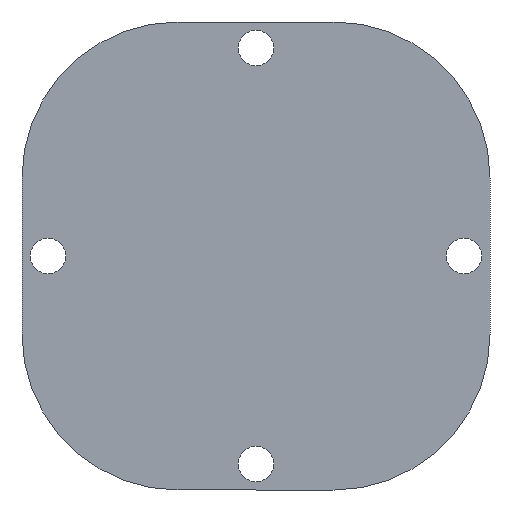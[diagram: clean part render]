
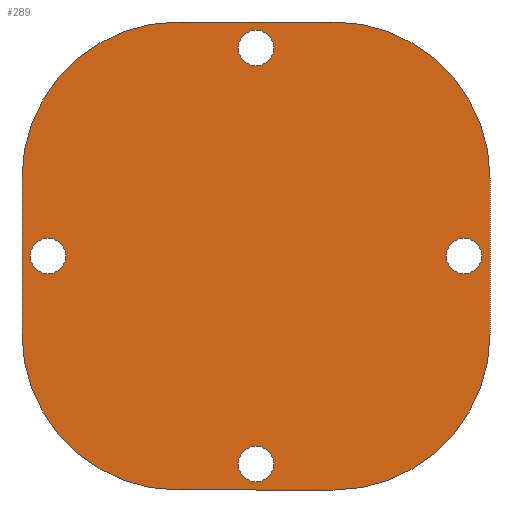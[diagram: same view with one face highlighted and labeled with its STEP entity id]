
A CAD part, front view. The second image highlights one B-rep face of the part: STEP entity #289.
In plain terms, the highlighted planar face has unit normal (0, -1, 0).
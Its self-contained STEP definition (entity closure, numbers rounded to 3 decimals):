
#5 = VERTEX_POINT ( 'NONE', #677 ) ;
#10 = FACE_BOUND ( 'NONE', #702, .T. ) ;
#11 = DIRECTION ( 'NONE',  ( 0., 0., 1. ) ) ;
#15 = AXIS2_PLACEMENT_3D ( 'NONE', #727, #94, #470 ) ;
#25 = CARTESIAN_POINT ( 'NONE',  ( -25.4, 0., -2.159 ) ) ;
#27 = EDGE_CURVE ( 'NONE', #612, #560, #1196, .T. ) ;
#32 = CARTESIAN_POINT ( 'NONE',  ( -9.525, 0., -28.575 ) ) ;
#46 = EDGE_CURVE ( 'NONE', #1370, #1229, #47, .T. ) ;
#47 = LINE ( 'NONE', #796, #1148 ) ;
#54 = CARTESIAN_POINT ( 'NONE',  ( 0., 0., 27.559 ) ) ;
#65 = CIRCLE ( 'NONE', #1249, 2.159 ) ;
#73 = AXIS2_PLACEMENT_3D ( 'NONE', #1301, #807, #656 ) ;
#90 = ORIENTED_EDGE ( 'NONE', *, *, #1011, .T. ) ;
#93 = AXIS2_PLACEMENT_3D ( 'NONE', #1074, #1434, #686 ) ;
#94 = DIRECTION ( 'NONE',  ( 0., 1., 0. ) ) ;
#123 = CARTESIAN_POINT ( 'NONE',  ( 25.4, 0., 0. ) ) ;
#142 = AXIS2_PLACEMENT_3D ( 'NONE', #123, #1136, #1405 ) ;
#167 = DIRECTION ( 'NONE',  ( 0., 0., 1. ) ) ;
#168 = CIRCLE ( 'NONE', #326, 19.05 ) ;
#173 = DIRECTION ( 'NONE',  ( 0., 1., 0. ) ) ;
#192 = CIRCLE ( 'NONE', #1529, 2.159 ) ;
#207 = EDGE_LOOP ( 'NONE', ( #876, #1346 ) ) ;
#219 = VERTEX_POINT ( 'NONE', #1205 ) ;
#230 = EDGE_CURVE ( 'NONE', #5, #927, #235, .T. ) ;
#235 = CIRCLE ( 'NONE', #15, 19.05 ) ;
#260 = DIRECTION ( 'NONE',  ( 0., 0., 1. ) ) ;
#265 = CARTESIAN_POINT ( 'NONE',  ( 9.525, 0., 9.525 ) ) ;
#285 = FACE_BOUND ( 'NONE', #207, .T. ) ;
#289 = ADVANCED_FACE ( 'NONE', ( #1175, #10, #285, #1531, #748 ), #1118, .F. ) ;
#315 = VERTEX_POINT ( 'NONE', #1470 ) ;
#322 = EDGE_CURVE ( 'NONE', #927, #315, #446, .T. ) ;
#326 = AXIS2_PLACEMENT_3D ( 'NONE', #265, #1524, #388 ) ;
#336 = AXIS2_PLACEMENT_3D ( 'NONE', #459, #1582, #978 ) ;
#375 = ORIENTED_EDGE ( 'NONE', *, *, #482, .T. ) ;
#388 = DIRECTION ( 'NONE',  ( 0., 0., 1. ) ) ;
#390 = DIRECTION ( 'NONE',  ( 0., 0., 1. ) ) ;
#408 = CARTESIAN_POINT ( 'NONE',  ( 25.4, 0., 2.159 ) ) ;
#446 = LINE ( 'NONE', #500, #1081 ) ;
#451 = ORIENTED_EDGE ( 'NONE', *, *, #510, .F. ) ;
#459 = CARTESIAN_POINT ( 'NONE',  ( -9.525, 0., -9.525 ) ) ;
#470 = DIRECTION ( 'NONE',  ( 0., 0., -1. ) ) ;
#482 = EDGE_CURVE ( 'NONE', #668, #723, #819, .T. ) ;
#487 = CARTESIAN_POINT ( 'NONE',  ( 0., 0., 25.4 ) ) ;
#492 = EDGE_CURVE ( 'NONE', #723, #668, #192, .T. ) ;
#500 = CARTESIAN_POINT ( 'NONE',  ( 9.525, 0., 28.575 ) ) ;
#507 = ORIENTED_EDGE ( 'NONE', *, *, #1551, .F. ) ;
#510 = EDGE_CURVE ( 'NONE', #315, #1062, #168, .T. ) ;
#560 = VERTEX_POINT ( 'NONE', #408 ) ;
#602 = LINE ( 'NONE', #1145, #897 ) ;
#607 = DIRECTION ( 'NONE',  ( 0., 0., -1. ) ) ;
#612 = VERTEX_POINT ( 'NONE', #928 ) ;
#614 = CIRCLE ( 'NONE', #142, 2.159 ) ;
#639 = EDGE_CURVE ( 'NONE', #1260, #1556, #836, .T. ) ;
#645 = EDGE_CURVE ( 'NONE', #1556, #1260, #1555, .T. ) ;
#647 = DIRECTION ( 'NONE',  ( 0., 1., 0. ) ) ;
#656 = DIRECTION ( 'NONE',  ( 0., 0., 1. ) ) ;
#658 = ORIENTED_EDGE ( 'NONE', *, *, #917, .F. ) ;
#664 = VERTEX_POINT ( 'NONE', #54 ) ;
#666 = LINE ( 'NONE', #1590, #703 ) ;
#668 = VERTEX_POINT ( 'NONE', #1335 ) ;
#677 = CARTESIAN_POINT ( 'NONE',  ( -28.575, 0., 9.525 ) ) ;
#684 = EDGE_CURVE ( 'NONE', #1212, #1370, #872, .T. ) ;
#686 = DIRECTION ( 'NONE',  ( 0., 0., 1. ) ) ;
#689 = CIRCLE ( 'NONE', #336, 19.05 ) ;
#702 = EDGE_LOOP ( 'NONE', ( #1195, #375 ) ) ;
#703 = VECTOR ( 'NONE', #607, 1000. ) ;
#709 = DIRECTION ( 'NONE',  ( 0., 0., 1. ) ) ;
#723 = VERTEX_POINT ( 'NONE', #975 ) ;
#724 = ORIENTED_EDGE ( 'NONE', *, *, #46, .F. ) ;
#727 = CARTESIAN_POINT ( 'NONE',  ( -9.525, 0., 9.525 ) ) ;
#732 = AXIS2_PLACEMENT_3D ( 'NONE', #487, #1381, #1597 ) ;
#747 = CARTESIAN_POINT ( 'NONE',  ( 28.575, 0., 9.525 ) ) ;
#748 = FACE_BOUND ( 'NONE', #1375, .T. ) ;
#773 = CARTESIAN_POINT ( 'NONE',  ( 28.575, 0., -9.525 ) ) ;
#777 = DIRECTION ( 'NONE',  ( 0., 1., 0. ) ) ;
#796 = CARTESIAN_POINT ( 'NONE',  ( 9.525, 0., -28.575 ) ) ;
#805 = ORIENTED_EDGE ( 'NONE', *, *, #1522, .T. ) ;
#807 = DIRECTION ( 'NONE',  ( 0., 1., 0. ) ) ;
#819 = CIRCLE ( 'NONE', #1351, 2.159 ) ;
#828 = CARTESIAN_POINT ( 'NONE',  ( -9.525, 0., 28.575 ) ) ;
#836 = CIRCLE ( 'NONE', #1437, 2.159 ) ;
#841 = DIRECTION ( 'NONE',  ( 0., 1., 0. ) ) ;
#851 = CARTESIAN_POINT ( 'NONE',  ( 9.525, 0., -9.525 ) ) ;
#872 = CIRCLE ( 'NONE', #1486, 19.05 ) ;
#876 = ORIENTED_EDGE ( 'NONE', *, *, #645, .T. ) ;
#895 = ORIENTED_EDGE ( 'NONE', *, *, #684, .F. ) ;
#897 = VECTOR ( 'NONE', #1022, 1000. ) ;
#898 = CARTESIAN_POINT ( 'NONE',  ( 0., 0., 25.4 ) ) ;
#917 = EDGE_CURVE ( 'NONE', #1229, #219, #689, .T. ) ;
#920 = CARTESIAN_POINT ( 'NONE',  ( 9.525, 0., -28.575 ) ) ;
#927 = VERTEX_POINT ( 'NONE', #828 ) ;
#928 = CARTESIAN_POINT ( 'NONE',  ( 25.4, 0., -2.159 ) ) ;
#970 = DIRECTION ( 'NONE',  ( 0., 0., 1. ) ) ;
#975 = CARTESIAN_POINT ( 'NONE',  ( 0., 0., -27.559 ) ) ;
#978 = DIRECTION ( 'NONE',  ( 0., 0., 1. ) ) ;
#986 = ORIENTED_EDGE ( 'NONE', *, *, #1124, .T. ) ;
#1011 = EDGE_CURVE ( 'NONE', #1313, #664, #1259, .T. ) ;
#1022 = DIRECTION ( 'NONE',  ( 0., 0., 1. ) ) ;
#1023 = CARTESIAN_POINT ( 'NONE',  ( -25.4, 0., 2.159 ) ) ;
#1046 = DIRECTION ( 'NONE',  ( 0., 1., 0. ) ) ;
#1061 = EDGE_CURVE ( 'NONE', #1062, #1212, #666, .T. ) ;
#1062 = VERTEX_POINT ( 'NONE', #747 ) ;
#1074 = CARTESIAN_POINT ( 'NONE',  ( -25.4, 0., 0. ) ) ;
#1081 = VECTOR ( 'NONE', #1135, 1000. ) ;
#1118 = PLANE ( 'NONE',  #1289 ) ;
#1119 = EDGE_LOOP ( 'NONE', ( #895, #1526, #451, #1396, #1438, #507, #658, #724 ) ) ;
#1124 = EDGE_CURVE ( 'NONE', #560, #612, #614, .T. ) ;
#1135 = DIRECTION ( 'NONE',  ( 1., 0., 0. ) ) ;
#1136 = DIRECTION ( 'NONE',  ( 0., 1., 0. ) ) ;
#1145 = CARTESIAN_POINT ( 'NONE',  ( -28.575, 0., 9.525 ) ) ;
#1148 = VECTOR ( 'NONE', #1535, 1000. ) ;
#1154 = CARTESIAN_POINT ( 'NONE',  ( 0., 0., -25.4 ) ) ;
#1171 = EDGE_LOOP ( 'NONE', ( #90, #805 ) ) ;
#1175 = FACE_OUTER_BOUND ( 'NONE', #1119, .T. ) ;
#1195 = ORIENTED_EDGE ( 'NONE', *, *, #492, .T. ) ;
#1196 = CIRCLE ( 'NONE', #73, 2.159 ) ;
#1205 = CARTESIAN_POINT ( 'NONE',  ( -28.575, 0., -9.525 ) ) ;
#1212 = VERTEX_POINT ( 'NONE', #773 ) ;
#1229 = VERTEX_POINT ( 'NONE', #32 ) ;
#1249 = AXIS2_PLACEMENT_3D ( 'NONE', #898, #647, #390 ) ;
#1259 = CIRCLE ( 'NONE', #732, 2.159 ) ;
#1260 = VERTEX_POINT ( 'NONE', #1023 ) ;
#1289 = AXIS2_PLACEMENT_3D ( 'NONE', #851, #841, #970 ) ;
#1301 = CARTESIAN_POINT ( 'NONE',  ( 25.4, 0., 0. ) ) ;
#1308 = CARTESIAN_POINT ( 'NONE',  ( -25.4, 0., 0. ) ) ;
#1313 = VERTEX_POINT ( 'NONE', #1418 ) ;
#1335 = CARTESIAN_POINT ( 'NONE',  ( 0., 0., -23.241 ) ) ;
#1346 = ORIENTED_EDGE ( 'NONE', *, *, #639, .T. ) ;
#1351 = AXIS2_PLACEMENT_3D ( 'NONE', #1506, #777, #260 ) ;
#1370 = VERTEX_POINT ( 'NONE', #920 ) ;
#1375 = EDGE_LOOP ( 'NONE', ( #1563, #986 ) ) ;
#1381 = DIRECTION ( 'NONE',  ( 0., 1., 0. ) ) ;
#1396 = ORIENTED_EDGE ( 'NONE', *, *, #322, .F. ) ;
#1405 = DIRECTION ( 'NONE',  ( 0., 0., 1. ) ) ;
#1418 = CARTESIAN_POINT ( 'NONE',  ( 0., 0., 23.241 ) ) ;
#1434 = DIRECTION ( 'NONE',  ( 0., 1., 0. ) ) ;
#1437 = AXIS2_PLACEMENT_3D ( 'NONE', #1308, #173, #167 ) ;
#1438 = ORIENTED_EDGE ( 'NONE', *, *, #230, .F. ) ;
#1470 = CARTESIAN_POINT ( 'NONE',  ( 9.525, 0., 28.575 ) ) ;
#1486 = AXIS2_PLACEMENT_3D ( 'NONE', #1559, #1565, #709 ) ;
#1506 = CARTESIAN_POINT ( 'NONE',  ( 0., 0., -25.4 ) ) ;
#1522 = EDGE_CURVE ( 'NONE', #664, #1313, #65, .T. ) ;
#1524 = DIRECTION ( 'NONE',  ( 0., 1., 0. ) ) ;
#1526 = ORIENTED_EDGE ( 'NONE', *, *, #1061, .F. ) ;
#1529 = AXIS2_PLACEMENT_3D ( 'NONE', #1154, #1046, #11 ) ;
#1531 = FACE_BOUND ( 'NONE', #1171, .T. ) ;
#1535 = DIRECTION ( 'NONE',  ( -1., 0., 0. ) ) ;
#1551 = EDGE_CURVE ( 'NONE', #219, #5, #602, .T. ) ;
#1555 = CIRCLE ( 'NONE', #93, 2.159 ) ;
#1556 = VERTEX_POINT ( 'NONE', #25 ) ;
#1559 = CARTESIAN_POINT ( 'NONE',  ( 9.525, 0., -9.525 ) ) ;
#1563 = ORIENTED_EDGE ( 'NONE', *, *, #27, .T. ) ;
#1565 = DIRECTION ( 'NONE',  ( 0., 1., 0. ) ) ;
#1582 = DIRECTION ( 'NONE',  ( 0., 1., 0. ) ) ;
#1590 = CARTESIAN_POINT ( 'NONE',  ( 28.575, 0., 9.525 ) ) ;
#1597 = DIRECTION ( 'NONE',  ( 0., 0., 1. ) ) ;
